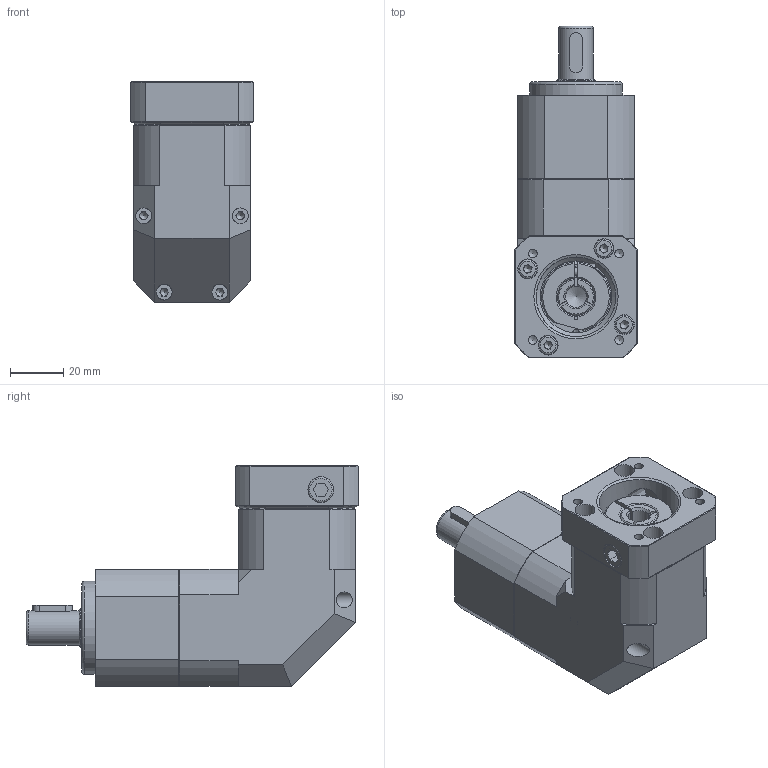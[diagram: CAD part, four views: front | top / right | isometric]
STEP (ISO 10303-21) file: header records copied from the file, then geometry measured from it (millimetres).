
FILE_DESCRIPTION((''),'2;1');
FILE_NAME('KSEL-44-1.stp','2014-04-09T16:39:45',('young'),(''),'Autodesk Inventor 2012','Autodesk Inventor 2012','');
FILE_SCHEMA(('AUTOMOTIVE_DESIGN { 1 0 10303 214 1 1 1 1 }'));
Length unit declared in the file: millimetre
Products named in the file (1): KSEL-44-1
Bounding box: 46 x 125 x 83 mm (x, y, z)
Volume: 184400.1 mm3; surface area: 63361.9 mm2
Topology: 20 solids, 20 shells, 608 faces, 1514 edges, 988 vertices
Faces by surface type: plane 331, cylinder 128, cone 103, bspline 30, torus 16
Full cylindrical faces by diameter (mm): 2.5 x8, 3 x1, 3.3 x17, 3.5 x1, 4 x13, 4.5 x4, 5.5 x1, 6 x4, 7 x8, 7.5 x4, 8 x1, 9.5 x2, 11 x1, 13 x1, 14.2 x1, 14.8 x2, 15 x2, 22 x3, 25 x3, 27 x1, 28 x1, 29 x1, 30 x1, 32 x4, 34 x1, 35 x1, 37 x1
Entity records: 31619 total; most frequent: CARTESIAN_POINT 18412, DIRECTION 2605, ORIENTED_EDGE 2580, EDGE_CURVE 1290, AXIS2_PLACEMENT_3D 1001, VERTEX_POINT 930, EDGE_LOOP 850, FACE_OUTER_BOUND 608
